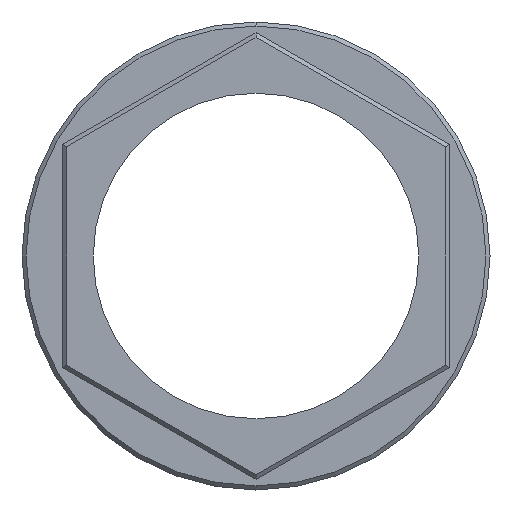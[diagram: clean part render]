
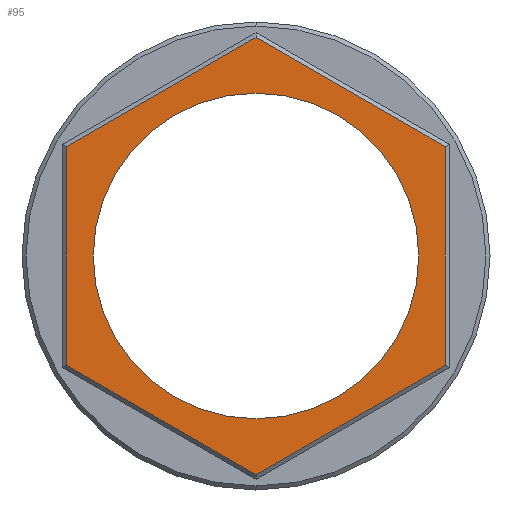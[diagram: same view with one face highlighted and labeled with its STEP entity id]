
A CAD part, left-side view. The second image highlights one B-rep face of the part: STEP entity #95.
In plain terms, the highlighted planar face has unit normal (-1, 0, 0).
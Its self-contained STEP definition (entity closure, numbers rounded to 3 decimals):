
#95=ADVANCED_FACE('NONE',(#211,#212),#213,.F.);
#211=FACE_OUTER_BOUND('',#351,.T.);
#212=FACE_BOUND('',#352,.T.);
#213=PLANE('',#353);
#351=EDGE_LOOP('',(#555,#556,#557,#558,#559,#560));
#352=EDGE_LOOP('',(#561,#562));
#353=AXIS2_PLACEMENT_3D('',#563,#564,#565);
#555=ORIENTED_EDGE('',*,*,#849,.T.);
#556=ORIENTED_EDGE('',*,*,#850,.T.);
#557=ORIENTED_EDGE('',*,*,#851,.T.);
#558=ORIENTED_EDGE('',*,*,#852,.T.);
#559=ORIENTED_EDGE('',*,*,#853,.T.);
#560=ORIENTED_EDGE('',*,*,#854,.T.);
#561=ORIENTED_EDGE('',*,*,#855,.F.);
#562=ORIENTED_EDGE('',*,*,#830,.F.);
#563=CARTESIAN_POINT('',(0.,8.0,0.0));
#564=DIRECTION('',(1.0,0.0,0.0));
#565=DIRECTION('',(0.0,1.0,-0.0));
#830=EDGE_CURVE('NONE',#990,#992,#993,.T.);
#849=EDGE_CURVE('NONE',#1014,#1015,#1016,.T.);
#850=EDGE_CURVE('NONE',#1015,#1017,#1018,.T.);
#851=EDGE_CURVE('NONE',#1017,#1019,#1020,.T.);
#852=EDGE_CURVE('NONE',#1019,#1021,#1022,.T.);
#853=EDGE_CURVE('NONE',#1021,#1023,#1024,.T.);
#854=EDGE_CURVE('NONE',#1023,#1014,#1025,.T.);
#855=EDGE_CURVE('NONE',#992,#990,#1026,.T.);
#990=VERTEX_POINT('NONE',#1185);
#992=VERTEX_POINT('NONE',#1188);
#993=CIRCLE('',#1189,8.0);
#1014=VERTEX_POINT('NONE',#1217);
#1015=VERTEX_POINT('NONE',#1218);
#1016=LINE('',#1219,#1220);
#1017=VERTEX_POINT('NONE',#1221);
#1018=LINE('',#1222,#1223);
#1019=VERTEX_POINT('NONE',#1224);
#1020=LINE('',#1225,#1226);
#1021=VERTEX_POINT('NONE',#1227);
#1022=LINE('',#1228,#1229);
#1023=VERTEX_POINT('NONE',#1230);
#1024=LINE('',#1231,#1232);
#1025=LINE('',#1233,#1234);
#1026=CIRCLE('',#1235,8.0);
#1185=CARTESIAN_POINT('',(0.,0.,-8.0));
#1188=CARTESIAN_POINT('',(0.,0.0,8.0));
#1189=AXIS2_PLACEMENT_3D('',#1410,#1411,#1412);
#1217=CARTESIAN_POINT('',(0.,-9.3,5.369));
#1218=CARTESIAN_POINT('',(0.,0.,10.739));
#1219=CARTESIAN_POINT('',(0.,0.1,10.796));
#1220=VECTOR('',#1435,1000.0);
#1221=CARTESIAN_POINT('',(0.,9.3,5.369));
#1222=CARTESIAN_POINT('',(0.,9.4,5.312));
#1223=VECTOR('',#1436,1000.0);
#1224=CARTESIAN_POINT('',(0.,9.3,-5.369));
#1225=CARTESIAN_POINT('',(0.,9.3,-5.485));
#1226=VECTOR('',#1437,1000.0);
#1227=CARTESIAN_POINT('',(0.,0.,-10.739));
#1228=CARTESIAN_POINT('',(0.,-0.1,-10.796));
#1229=VECTOR('',#1438,1000.0);
#1230=CARTESIAN_POINT('',(0.,-9.3,-5.369));
#1231=CARTESIAN_POINT('',(0.,-9.4,-5.312));
#1232=VECTOR('',#1439,1000.0);
#1233=CARTESIAN_POINT('',(0.,-9.3,5.485));
#1234=VECTOR('',#1440,1000.0);
#1235=AXIS2_PLACEMENT_3D('',#1441,#1442,#1443);
#1410=CARTESIAN_POINT('',(0.,0.0,0.0));
#1411=DIRECTION('',(-1.0,0.0,0.0));
#1412=DIRECTION('',(0.0,0.0,1.0));
#1435=DIRECTION('',(0.0,0.866,0.5));
#1436=DIRECTION('',(0.0,0.866,-0.5));
#1437=DIRECTION('',(0.0,0.0,-1.0));
#1438=DIRECTION('',(0.0,-0.866,-0.5));
#1439=DIRECTION('',(0.0,-0.866,0.5));
#1440=DIRECTION('',(0.0,0.0,1.0));
#1441=CARTESIAN_POINT('',(0.,0.0,0.0));
#1442=DIRECTION('',(-1.0,0.0,0.0));
#1443=DIRECTION('',(0.0,0.0,1.0));
